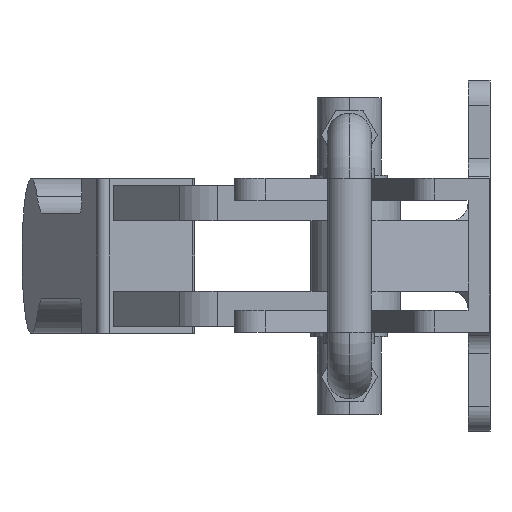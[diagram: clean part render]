
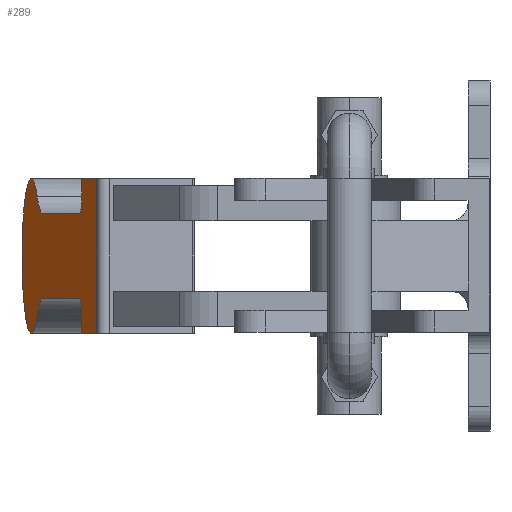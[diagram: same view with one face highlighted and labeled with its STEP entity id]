
A CAD part, left-side view. The second image highlights one B-rep face of the part: STEP entity #289.
In plain terms, the highlighted planar face has unit normal (-0.12, 0.993, 0).
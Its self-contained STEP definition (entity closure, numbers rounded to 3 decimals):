
#289 = ADVANCED_FACE( '', ( #630 ), #631, .T. );
#630 = FACE_OUTER_BOUND( '', #1194, .T. );
#631 = PLANE( '', #1195 );
#1194 = EDGE_LOOP( '', ( #2182, #2183, #2184, #2185, #2186, #2187, #2188, #2189, #2190, #2191, #2192, #2193, #2194, #2195, #2196, #2197, #2198 ) );
#1195 = AXIS2_PLACEMENT_3D( '', #2199, #2200, #2201 );
#2182 = ORIENTED_EDGE( '', *, *, #3971, .T. );
#2183 = ORIENTED_EDGE( '', *, *, #3952, .T. );
#2184 = ORIENTED_EDGE( '', *, *, #3978, .T. );
#2185 = ORIENTED_EDGE( '', *, *, #3975, .T. );
#2186 = ORIENTED_EDGE( '', *, *, #3986, .T. );
#2187 = ORIENTED_EDGE( '', *, *, #3992, .T. );
#2188 = ORIENTED_EDGE( '', *, *, #4002, .F. );
#2189 = ORIENTED_EDGE( '', *, *, #3997, .F. );
#2190 = ORIENTED_EDGE( '', *, *, #3959, .T. );
#2191 = ORIENTED_EDGE( '', *, *, #3956, .T. );
#2192 = ORIENTED_EDGE( '', *, *, #3983, .T. );
#2193 = ORIENTED_EDGE( '', *, *, #3980, .T. );
#2194 = ORIENTED_EDGE( '', *, *, #3968, .T. );
#2195 = ORIENTED_EDGE( '', *, *, #3996, .F. );
#2196 = ORIENTED_EDGE( '', *, *, #3961, .T. );
#2197 = ORIENTED_EDGE( '', *, *, #3949, .T. );
#2198 = ORIENTED_EDGE( '', *, *, #3993, .T. );
#2199 = CARTESIAN_POINT( '', ( 91.417, 63.977, 10.56 ) );
#2200 = DIRECTION( '', ( -0.12, 0.993, 0. ) );
#2201 = DIRECTION( '', ( 0.993, 0.12, 0. ) );
#3949 = EDGE_CURVE( '', #4762, #4766, #4768, .T. );
#3952 = EDGE_CURVE( '', #4774, #4772, #4775, .T. );
#3956 = EDGE_CURVE( '', #4782, #4780, #4783, .T. );
#3959 = EDGE_CURVE( '', #4787, #4782, #4788, .T. );
#3961 = EDGE_CURVE( '', #4790, #4762, #4791, .T. );
#3968 = EDGE_CURVE( '', #4804, #4802, #4805, .T. );
#3971 = EDGE_CURVE( '', #4809, #4774, #4810, .T. );
#3975 = EDGE_CURVE( '', #4817, #4815, #4818, .T. );
#3978 = EDGE_CURVE( '', #4772, #4817, #4821, .T. );
#3980 = EDGE_CURVE( '', #4824, #4804, #4825, .T. );
#3983 = EDGE_CURVE( '', #4780, #4824, #4828, .T. );
#3986 = EDGE_CURVE( '', #4815, #4831, #4833, .T. );
#3992 = EDGE_CURVE( '', #4831, #4841, #4843, .T. );
#3993 = EDGE_CURVE( '', #4766, #4809, #4844, .T. );
#3996 = EDGE_CURVE( '', #4790, #4802, #4847, .T. );
#3997 = EDGE_CURVE( '', #4787, #4848, #4849, .T. );
#4002 = EDGE_CURVE( '', #4848, #4841, #4857, .T. );
#4762 = VERTEX_POINT( '', #6028 );
#4766 = VERTEX_POINT( '', #6033 );
#4768 = CIRCLE( '', #6036, 10.57 );
#4772 = VERTEX_POINT( '', #6040 );
#4774 = VERTEX_POINT( '', #6043 );
#4775 = CIRCLE( '', #6044, 9.6 );
#4780 = VERTEX_POINT( '', #6050 );
#4782 = VERTEX_POINT( '', #6053 );
#4783 = CIRCLE( '', #6054, 2.4 );
#4787 = VERTEX_POINT( '', #6060 );
#4788 = LINE( '', #6061, #6062 );
#4790 = VERTEX_POINT( '', #6065 );
#4791 = CIRCLE( '', #6066, 10.57 );
#4802 = VERTEX_POINT( '', #6111 );
#4804 = VERTEX_POINT( '', #6114 );
#4805 = CIRCLE( '', #6115, 10.57 );
#4809 = VERTEX_POINT( '', #6120 );
#4810 = CIRCLE( '', #6121, 10.57 );
#4815 = VERTEX_POINT( '', #6127 );
#4817 = VERTEX_POINT( '', #6130 );
#4818 = CIRCLE( '', #6131, 2.4 );
#4821 = LINE( '', #6136, #6137 );
#4824 = VERTEX_POINT( '', #6140 );
#4825 = CIRCLE( '', #6141, 9.6 );
#4828 = LINE( '', #6146, #6147 );
#4831 = VERTEX_POINT( '', #6151 );
#4833 = LINE( '', #6154, #6155 );
#4841 = VERTEX_POINT( '', #6166 );
#4843 = LINE( '', #6168, #6169 );
#4844 = LINE( '', #6170, #6171 );
#4847 = LINE( '', #6176, #6177 );
#4848 = VERTEX_POINT( '', #6178 );
#4849 = LINE( '', #6179, #6180 );
#4857 = LINE( '', #6190, #6191 );
#6028 = CARTESIAN_POINT( '', ( 87.862, 63.549, -6.845 ) );
#6033 = CARTESIAN_POINT( '', ( 80.322, 62.64, -10.56 ) );
#6036 = AXIS2_PLACEMENT_3D( '', #7955, #7956, #7957 );
#6040 = CARTESIAN_POINT( '', ( 66.898, 61.023, -5.77 ) );
#6043 = CARTESIAN_POINT( '', ( 73.07, 61.766, -8.055 ) );
#6044 = AXIS2_PLACEMENT_3D( '', #7962, #7963, #7964 );
#6050 = CARTESIAN_POINT( '', ( 25.201, 55.999, 5.77 ) );
#6053 = CARTESIAN_POINT( '', ( 22.818, 55.711, 8.17 ) );
#6054 = AXIS2_PLACEMENT_3D( '', #7970, #7971, #7972 );
#6060 = CARTESIAN_POINT( '', ( 22.818, 55.711, 10.56 ) );
#6061 = CARTESIAN_POINT( '', ( 22.818, 55.711, 9.365 ) );
#6062 = VECTOR( '', #7975, 1. );
#6065 = CARTESIAN_POINT( '', ( 80.322, 62.64, 10.56 ) );
#6066 = AXIS2_PLACEMENT_3D( '', #7977, #7978, #7979 );
#6111 = CARTESIAN_POINT( '', ( 79.409, 62.53, 10.56 ) );
#6114 = CARTESIAN_POINT( '', ( 73.07, 61.766, 8.055 ) );
#6115 = AXIS2_PLACEMENT_3D( '', #7991, #7992, #7993 );
#6120 = CARTESIAN_POINT( '', ( 79.409, 62.53, -10.56 ) );
#6121 = AXIS2_PLACEMENT_3D( '', #7998, #7999, #8000 );
#6127 = CARTESIAN_POINT( '', ( 22.818, 55.711, -8.17 ) );
#6130 = CARTESIAN_POINT( '', ( 25.201, 55.999, -5.77 ) );
#6131 = AXIS2_PLACEMENT_3D( '', #8006, #8007, #8008 );
#6136 = CARTESIAN_POINT( '', ( 58.309, 59.988, -5.77 ) );
#6137 = VECTOR( '', #8011, 1. );
#6140 = CARTESIAN_POINT( '', ( 66.898, 61.023, 5.77 ) );
#6141 = AXIS2_PLACEMENT_3D( '', #8015, #8016, #8017 );
#6146 = CARTESIAN_POINT( '', ( 79.158, 62.5, 5.77 ) );
#6147 = VECTOR( '', #8020, 1. );
#6151 = CARTESIAN_POINT( '', ( 22.818, 55.711, -10.56 ) );
#6154 = CARTESIAN_POINT( '', ( 22.818, 55.711, -0.5 ) );
#6155 = VECTOR( '', #8023, 1. );
#6166 = CARTESIAN_POINT( '', ( 5.454, 53.619, -10.56 ) );
#6168 = CARTESIAN_POINT( '', ( 91.417, 63.977, -10.56 ) );
#6169 = VECTOR( '', #8033, 1. );
#6170 = CARTESIAN_POINT( '', ( 91.417, 63.977, -10.56 ) );
#6171 = VECTOR( '', #8034, 1. );
#6176 = CARTESIAN_POINT( '', ( 91.417, 63.977, 10.56 ) );
#6177 = VECTOR( '', #8037, 1. );
#6178 = CARTESIAN_POINT( '', ( 5.454, 53.619, 10.56 ) );
#6179 = CARTESIAN_POINT( '', ( 91.417, 63.977, 10.56 ) );
#6180 = VECTOR( '', #8038, 1. );
#6190 = CARTESIAN_POINT( '', ( 5.454, 53.619, 10.56 ) );
#6191 = VECTOR( '', #8047, 1. );
#7955 = CARTESIAN_POINT( '', ( 79.866, 62.585, 0. ) );
#7956 = DIRECTION( '', ( -0.12, 0.993, 0. ) );
#7957 = DIRECTION( '', ( 0.757, 0.091, -0.648 ) );
#7962 = CARTESIAN_POINT( '', ( 66.898, 61.023, -15.37 ) );
#7963 = DIRECTION( '', ( 0.12, -0.993, 0. ) );
#7964 = DIRECTION( '', ( 0., 0., 1. ) );
#7970 = CARTESIAN_POINT( '', ( 25.201, 55.999, 8.17 ) );
#7971 = DIRECTION( '', ( 0.12, -0.993, 0. ) );
#7972 = DIRECTION( '', ( 0., 0., -1. ) );
#7975 = DIRECTION( '', ( 0., 0., -1. ) );
#7977 = CARTESIAN_POINT( '', ( 79.866, 62.585, 0. ) );
#7978 = DIRECTION( '', ( -0.12, 0.993, 0. ) );
#7979 = DIRECTION( '', ( 0.757, 0.091, -0.648 ) );
#7991 = CARTESIAN_POINT( '', ( 79.866, 62.585, 0. ) );
#7992 = DIRECTION( '', ( -0.12, 0.993, 0. ) );
#7993 = DIRECTION( '', ( 0.757, 0.091, -0.648 ) );
#7998 = CARTESIAN_POINT( '', ( 79.866, 62.585, 0. ) );
#7999 = DIRECTION( '', ( -0.12, 0.993, 0. ) );
#8000 = DIRECTION( '', ( 0.757, 0.091, -0.648 ) );
#8006 = CARTESIAN_POINT( '', ( 25.201, 55.999, -8.17 ) );
#8007 = DIRECTION( '', ( 0.12, -0.993, 0. ) );
#8008 = DIRECTION( '', ( -0.993, -0.12, 0. ) );
#8011 = DIRECTION( '', ( -0.993, -0.12, 0. ) );
#8015 = CARTESIAN_POINT( '', ( 66.898, 61.023, 15.37 ) );
#8016 = DIRECTION( '', ( 0.12, -0.993, 0. ) );
#8017 = DIRECTION( '', ( 0.643, 0.077, -0.762 ) );
#8020 = DIRECTION( '', ( 0.993, 0.12, 0. ) );
#8023 = DIRECTION( '', ( 0., 0., -1. ) );
#8033 = DIRECTION( '', ( -0.993, -0.12, 0. ) );
#8034 = DIRECTION( '', ( -0.993, -0.12, 0. ) );
#8037 = DIRECTION( '', ( -0.993, -0.12, 0. ) );
#8038 = DIRECTION( '', ( -0.993, -0.12, 0. ) );
#8047 = DIRECTION( '', ( 0., 0., -1. ) );
